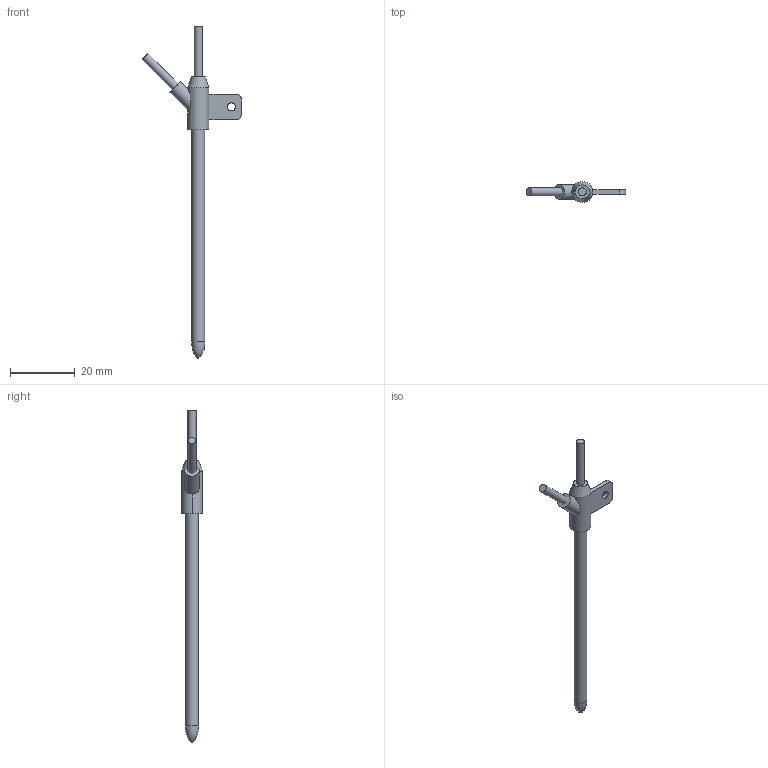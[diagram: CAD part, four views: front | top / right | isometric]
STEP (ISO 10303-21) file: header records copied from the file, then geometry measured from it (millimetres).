
FILE_DESCRIPTION(/* description */ (''),/* implementation_level */ '2;1');
FILE_NAME(/* name */ 'Pitot Tube Holybro.step',/* time_stamp */ '2022-04-11T23:26:36-04:00',/* author */ (''),/* organization */ (''),/* preprocessor_version */ 'ST-DEVELOPER v18.1',/* originating_system */ 'Autodesk Translation Framework v10.14.0.1471',/* authorisation */ '');
FILE_SCHEMA (('AUTOMOTIVE_DESIGN { 1 0 10303 214 3 1 1 }'));
Length unit declared in the file: millimetre
Products named in the file (1): Pitot Tube Holybro
Bounding box: 30.81 x 6.5 x 102.75 mm (x, y, z)
Volume: 1753 mm3; surface area: 1860.9 mm2
Topology: 5 solids, 5 shells, 27 faces, 52 edges, 35 vertices
Faces by surface type: plane 16, cylinder 9, cone 1, bspline 1
Full cylindrical faces by diameter (mm): 2.5 x3, 4 x1, 4.6 x1
Entity records: 916 total; most frequent: CARTESIAN_POINT 310, DIRECTION 122, ORIENTED_EDGE 104, EDGE_CURVE 52, AXIS2_PLACEMENT_3D 47, VERTEX_POINT 35, EDGE_LOOP 29, LINE 28
